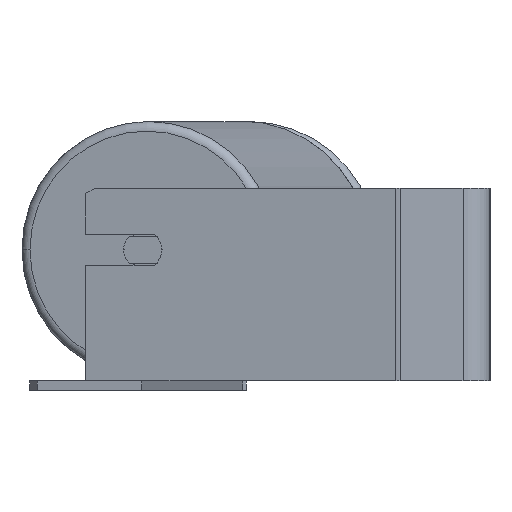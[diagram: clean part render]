
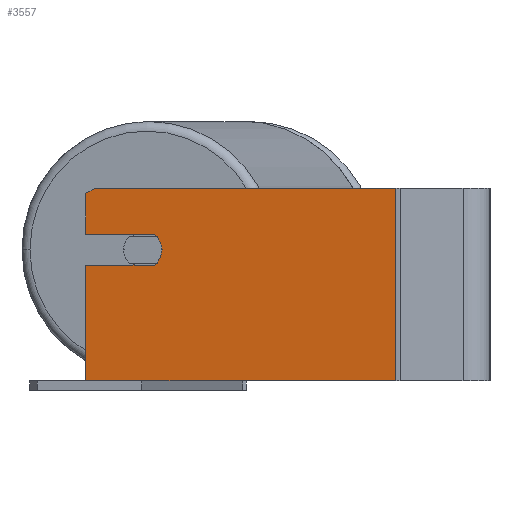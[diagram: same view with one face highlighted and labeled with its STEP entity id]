
A CAD part, left-side view. The second image highlights one B-rep face of the part: STEP entity #3557.
In plain terms, the highlighted planar face has unit normal (-0.985, 0.174, 0).
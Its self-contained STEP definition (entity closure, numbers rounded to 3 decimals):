
#108 = VERTEX_POINT ( 'NONE', #3044 ) ;
#188 = VERTEX_POINT ( 'NONE', #4589 ) ;
#251 = VECTOR ( 'NONE', #5272, 1000. ) ;
#306 = ORIENTED_EDGE ( 'NONE', *, *, #4829, .F. ) ;
#369 = DIRECTION ( 'NONE',  ( 0., 0., -1. ) ) ;
#430 = CARTESIAN_POINT ( 'NONE',  ( -471.442, 209.685, 50. ) ) ;
#604 = ORIENTED_EDGE ( 'NONE', *, *, #4968, .T. ) ;
#619 = LINE ( 'NONE', #1355, #8963 ) ;
#730 = LINE ( 'NONE', #1464, #4468 ) ;
#894 = DIRECTION ( 'NONE',  ( -0.174, -0.985, 0. ) ) ;
#1002 = CARTESIAN_POINT ( 'NONE',  ( -471.442, 209.685, 47.113 ) ) ;
#1066 = DIRECTION ( 'NONE',  ( 0.985, -0.174, 0. ) ) ;
#1105 = CARTESIAN_POINT ( 'NONE',  ( -477.693, 174.232, 10. ) ) ;
#1287 = DIRECTION ( 'NONE',  ( 0.15, 0.853, -0.5 ) ) ;
#1355 = CARTESIAN_POINT ( 'NONE',  ( -471.442, 209.685, 50. ) ) ;
#1435 = EDGE_CURVE ( 'NONE', #9005, #108, #5738, .T. ) ;
#1464 = CARTESIAN_POINT ( 'NONE',  ( -477.693, 174.232, 26. ) ) ;
#1656 = DIRECTION ( 'NONE',  ( 0.174, 0.985, 0. ) ) ;
#1697 = VERTEX_POINT ( 'NONE', #2512 ) ;
#1812 = ORIENTED_EDGE ( 'NONE', *, *, #1435, .T. ) ;
#1920 = CARTESIAN_POINT ( 'NONE',  ( -471.442, 209.685, 50. ) ) ;
#1951 = CARTESIAN_POINT ( 'NONE',  ( -477.693, 174.232, 10. ) ) ;
#1975 = EDGE_CURVE ( 'NONE', #1697, #6980, #4068, .T. ) ;
#2025 = AXIS2_PLACEMENT_3D ( 'NONE', #6135, #4237, #2686 ) ;
#2038 = EDGE_CURVE ( 'NONE', #188, #6086, #8087, .T. ) ;
#2090 = DIRECTION ( 'NONE',  ( 0., 0., -1. ) ) ;
#2241 = EDGE_CURVE ( 'NONE', #4408, #5010, #5548, .T. ) ;
#2512 = CARTESIAN_POINT ( 'NONE',  ( -478.388, 170.293, 18. ) ) ;
#2536 = CIRCLE ( 'NONE', #8378, 10. ) ;
#2686 = DIRECTION ( 'NONE',  ( -0.174, -0.985, 0. ) ) ;
#2744 = CARTESIAN_POINT ( 'NONE',  ( -471.442, 209.685, 26. ) ) ;
#3017 = CARTESIAN_POINT ( 'NONE',  ( -499.787, 48.931, 50. ) ) ;
#3034 = EDGE_CURVE ( 'NONE', #188, #4408, #8419, .T. ) ;
#3044 = CARTESIAN_POINT ( 'NONE',  ( -499.787, 48.931, -50. ) ) ;
#3150 = VERTEX_POINT ( 'NONE', #7770 ) ;
#3168 = VECTOR ( 'NONE', #4821, 1000. ) ;
#3266 = DIRECTION ( 'NONE',  ( -0.174, -0.985, 0. ) ) ;
#3453 = DIRECTION ( 'NONE',  ( -0.174, -0.985, 0. ) ) ;
#3557 = ADVANCED_FACE ( 'NONE', ( #7329 ), #8124, .F. ) ;
#3561 = DIRECTION ( 'NONE',  ( 0.174, 0.985, 0. ) ) ;
#3639 = VECTOR ( 'NONE', #3453, 1000. ) ;
#3728 = EDGE_CURVE ( 'NONE', #3150, #5909, #5357, .T. ) ;
#4014 = CARTESIAN_POINT ( 'NONE',  ( -476.651, 180.141, 18. ) ) ;
#4068 = CIRCLE ( 'NONE', #2025, 10. ) ;
#4211 = ORIENTED_EDGE ( 'NONE', *, *, #3728, .F. ) ;
#4237 = DIRECTION ( 'NONE',  ( -0.985, 0.174, 0. ) ) ;
#4371 = ORIENTED_EDGE ( 'NONE', *, *, #8810, .F. ) ;
#4408 = VERTEX_POINT ( 'NONE', #1002 ) ;
#4468 = VECTOR ( 'NONE', #3561, 1000. ) ;
#4504 = ORIENTED_EDGE ( 'NONE', *, *, #3034, .T. ) ;
#4589 = CARTESIAN_POINT ( 'NONE',  ( -472.31, 204.761, 50. ) ) ;
#4814 = EDGE_LOOP ( 'NONE', ( #5093, #4504, #5524, #4371, #6664, #306, #4211, #604, #1812, #5878 ) ) ;
#4821 = DIRECTION ( 'NONE',  ( 0., 0., -1. ) ) ;
#4829 = EDGE_CURVE ( 'NONE', #5909, #1697, #2536, .T. ) ;
#4968 = EDGE_CURVE ( 'NONE', #3150, #9005, #619, .T. ) ;
#5010 = VERTEX_POINT ( 'NONE', #2744 ) ;
#5093 = ORIENTED_EDGE ( 'NONE', *, *, #2038, .F. ) ;
#5272 = DIRECTION ( 'NONE',  ( -0.174, -0.985, 0. ) ) ;
#5357 = LINE ( 'NONE', #1951, #3639 ) ;
#5428 = CARTESIAN_POINT ( 'NONE',  ( -499.787, 48.931, 50. ) ) ;
#5513 = VECTOR ( 'NONE', #1287, 1000. ) ;
#5524 = ORIENTED_EDGE ( 'NONE', *, *, #2241, .T. ) ;
#5548 = LINE ( 'NONE', #1920, #3168 ) ;
#5738 = LINE ( 'NONE', #6395, #8292 ) ;
#5878 = ORIENTED_EDGE ( 'NONE', *, *, #8102, .F. ) ;
#5909 = VERTEX_POINT ( 'NONE', #1105 ) ;
#6086 = VERTEX_POINT ( 'NONE', #5428 ) ;
#6135 = CARTESIAN_POINT ( 'NONE',  ( -476.651, 180.141, 18. ) ) ;
#6395 = CARTESIAN_POINT ( 'NONE',  ( -471.442, 209.685, -50. ) ) ;
#6406 = AXIS2_PLACEMENT_3D ( 'NONE', #430, #1066, #1656 ) ;
#6664 = ORIENTED_EDGE ( 'NONE', *, *, #1975, .F. ) ;
#6980 = VERTEX_POINT ( 'NONE', #7316 ) ;
#7288 = DIRECTION ( 'NONE',  ( -0.985, 0.174, 0. ) ) ;
#7316 = CARTESIAN_POINT ( 'NONE',  ( -477.693, 174.232, 26. ) ) ;
#7329 = FACE_OUTER_BOUND ( 'NONE', #4814, .T. ) ;
#7770 = CARTESIAN_POINT ( 'NONE',  ( -471.442, 209.685, 10. ) ) ;
#7958 = LINE ( 'NONE', #3017, #8281 ) ;
#8087 = LINE ( 'NONE', #8673, #251 ) ;
#8102 = EDGE_CURVE ( 'NONE', #6086, #108, #7958, .T. ) ;
#8124 = PLANE ( 'NONE',  #6406 ) ;
#8241 = CARTESIAN_POINT ( 'NONE',  ( -471.442, 209.685, 47.113 ) ) ;
#8281 = VECTOR ( 'NONE', #369, 1000. ) ;
#8292 = VECTOR ( 'NONE', #894, 1000. ) ;
#8378 = AXIS2_PLACEMENT_3D ( 'NONE', #4014, #7288, #3266 ) ;
#8419 = LINE ( 'NONE', #8241, #5513 ) ;
#8673 = CARTESIAN_POINT ( 'NONE',  ( -471.442, 209.685, 50. ) ) ;
#8810 = EDGE_CURVE ( 'NONE', #6980, #5010, #730, .T. ) ;
#8858 = CARTESIAN_POINT ( 'NONE',  ( -471.442, 209.685, -50. ) ) ;
#8963 = VECTOR ( 'NONE', #2090, 1000. ) ;
#9005 = VERTEX_POINT ( 'NONE', #8858 ) ;
